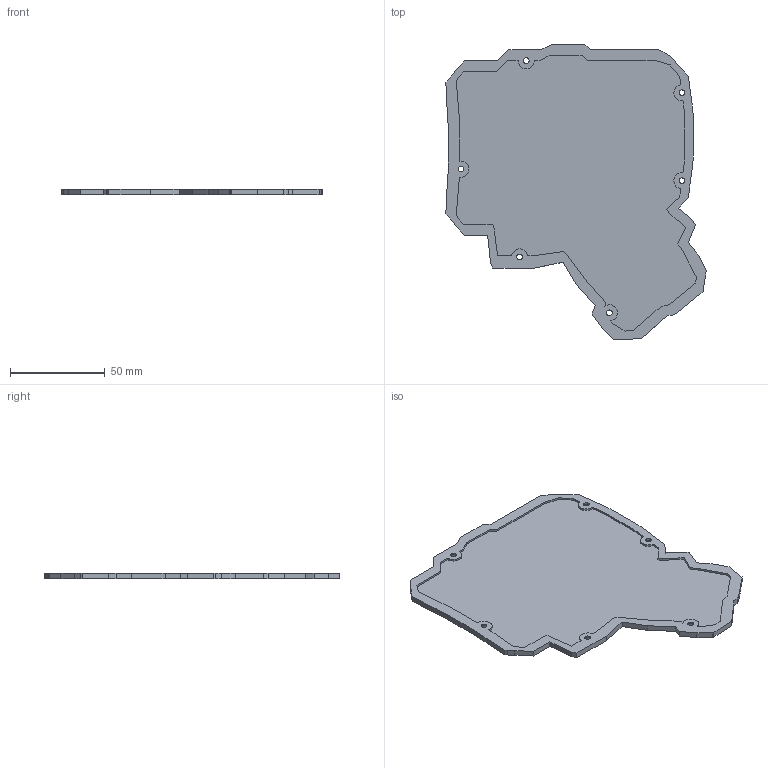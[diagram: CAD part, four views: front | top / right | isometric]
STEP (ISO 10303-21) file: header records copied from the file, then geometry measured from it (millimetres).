
FILE_DESCRIPTION(('Open CASCADE Model'),'2;1');
FILE_NAME('Open CASCADE Shape Model','2022-05-13T04:12:46',('Author'),( 'Open CASCADE'),'Open CASCADE STEP processor 7.4','Open CASCADE 7.4' ,'Unknown');
FILE_SCHEMA(('AUTOMOTIVE_DESIGN { 1 0 10303 214 1 1 1 1 }'));
Length unit declared in the file: millimetre
Products named in the file (1): Open CASCADE STEP translator 7.4 44
Bounding box: 137.35 x 155.99 x 3 mm (x, y, z)
Volume: 34595.2 mm3; surface area: 34122.6 mm2
Topology: 1 solids, 1 shells, 123 faces, 354 edges, 234 vertices
Faces by surface type: plane 105, cylinder 12, cone 6
Full cylindrical faces by diameter (mm): 3 x6
Entity records: 8678 total; most frequent: CARTESIAN_POINT 1564, DIRECTION 1316, LINE 1008, VECTOR 1008, ORIENTED_EDGE 708, PCURVE 708, DEFINITIONAL_REPRESENTATION 708, EDGE_CURVE 354
